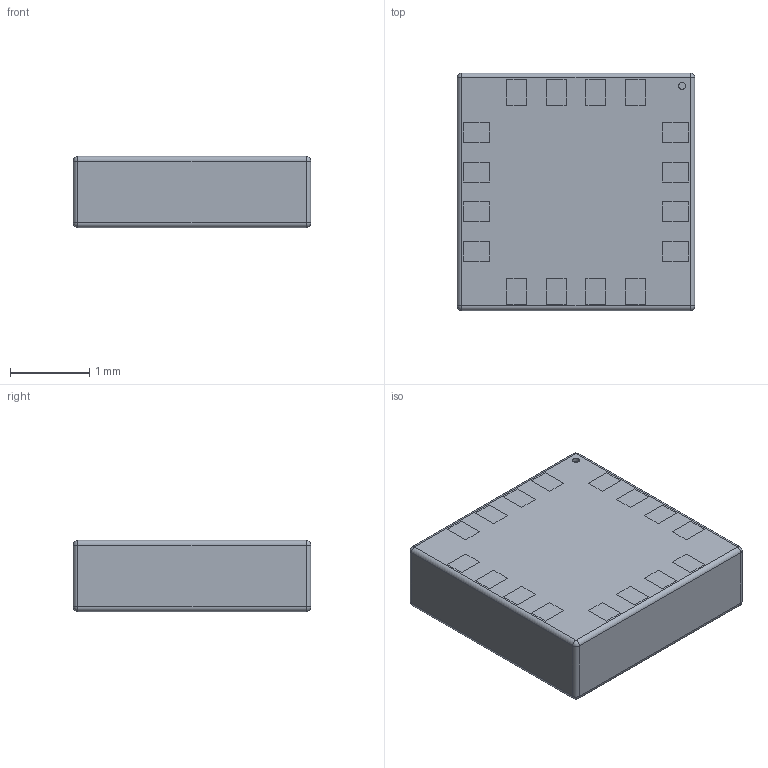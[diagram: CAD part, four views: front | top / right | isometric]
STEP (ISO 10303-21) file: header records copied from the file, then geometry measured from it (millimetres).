
FILE_DESCRIPTION (( 'STEP AP214' ), '1' );
FILE_NAME ('HMC5883L.STEP', '2021-08-24T07:21:24', ( '' ), ( '' ), 'SwSTEP 2.0', 'SolidWorks 2018', '' );
FILE_SCHEMA (( 'AUTOMOTIVE_DESIGN' ));
Length unit declared in the file: millimetre
Products named in the file (1): HMC5883L
Bounding box: 3 x 3 x 0.9 mm (x, y, z)
Volume: 8.1 mm3; surface area: 32.5 mm2
Topology: 17 solids, 17 shells, 205 faces, 446 edges, 284 vertices
Faces by surface type: plane 183, cylinder 14, sphere 8
Entity records: 6961 total; most frequent: CARTESIAN_POINT 928, DIRECTION 878, ORIENTED_EDGE 876, EDGE_CURVE 438, LINE 410, VECTOR 410, VERTEX_POINT 284, AXIS2_PLACEMENT_3D 234
